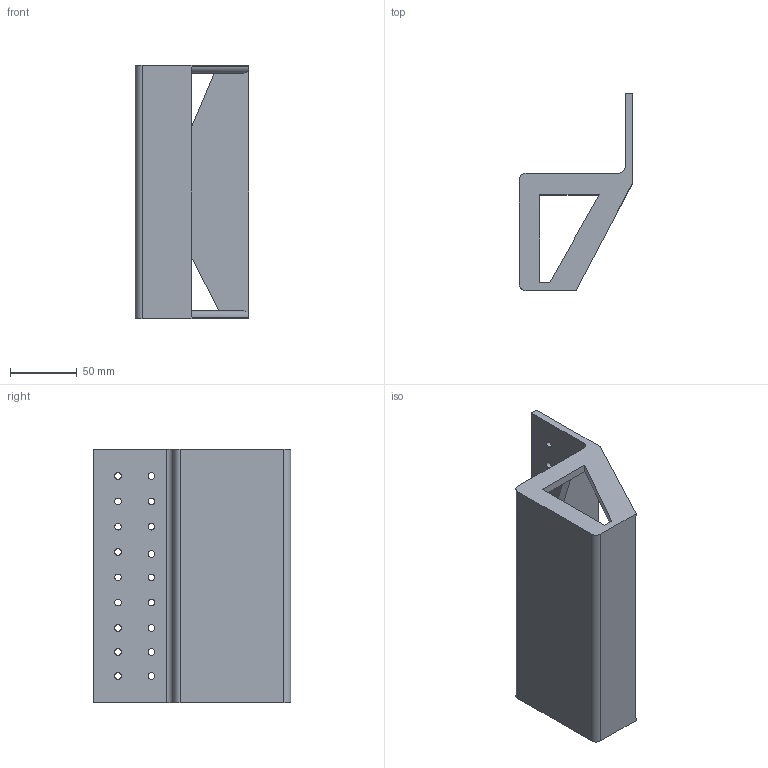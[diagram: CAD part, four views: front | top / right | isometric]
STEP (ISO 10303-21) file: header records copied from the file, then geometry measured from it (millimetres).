
FILE_DESCRIPTION (( 'STEP AP214' ), '1' );
FILE_NAME ('Battery_Holder.STEP', '2024-10-25T00:24:26', ( '' ), ( '' ), 'SwSTEP 2.0', 'SolidWorks 2023', '' );
FILE_SCHEMA (( 'AUTOMOTIVE_DESIGN' ));
Length unit declared in the file: millimetre
Products named in the file (1): Battery_Holder
Bounding box: 85 x 148 x 190 mm (x, y, z)
Volume: 311995.7 mm3; surface area: 114536.4 mm2
Topology: 1 solids, 1 shells, 67 faces, 207 edges, 138 vertices
Faces by surface type: cylinder 42, plane 25
Entity records: 2452 total; most frequent: CARTESIAN_POINT 437, DIRECTION 415, ORIENTED_EDGE 414, EDGE_CURVE 207, AXIS2_PLACEMENT_3D 148, VERTEX_POINT 138, VECTOR 119, LINE 119
